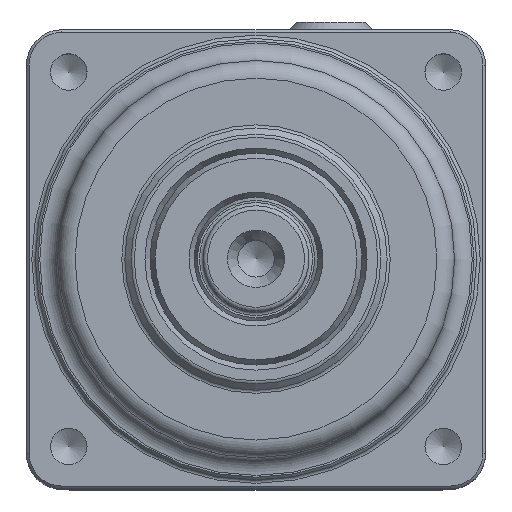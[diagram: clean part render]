
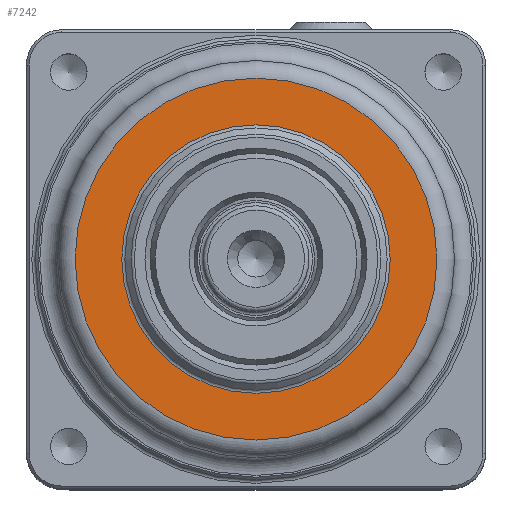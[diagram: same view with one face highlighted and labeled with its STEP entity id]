
A CAD part, top view. The second image highlights one B-rep face of the part: STEP entity #7242.
In plain terms, the highlighted planar face has unit normal (0, 0, 1).
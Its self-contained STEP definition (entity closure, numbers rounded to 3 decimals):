
#7211=CARTESIAN_POINT('',(15.207,0.,35.));
#7212=VERTEX_POINT('',#7211);
#7213=CARTESIAN_POINT('',(0.0,0.0,35.));
#7214=DIRECTION('',(0.0,0.0,1.0));
#7215=DIRECTION('',(-1.0,0.0,0.0));
#7216=AXIS2_PLACEMENT_3D('',#7213,#7214,#7215);
#7217=CIRCLE('',#7216,15.207);
#7218=EDGE_CURVE('',#7212,#7212,#7217,.T.);
#7223=CARTESIAN_POINT('',(0.0,0.0,35.));
#7224=DIRECTION('',(0.0,0.0,-1.0));
#7225=DIRECTION('',(-1.0,0.0,0.0));
#7226=AXIS2_PLACEMENT_3D('',#7223,#7224,#7225);
#7227=PLANE('',#7226);
#7228=CARTESIAN_POINT('',(20.5,0.,35.));
#7229=VERTEX_POINT('',#7228);
#7230=CARTESIAN_POINT('',(0.0,0.0,35.));
#7231=DIRECTION('',(0.0,0.0,-1.0));
#7232=DIRECTION('',(-1.0,0.0,0.0));
#7233=AXIS2_PLACEMENT_3D('',#7230,#7231,#7232);
#7234=CIRCLE('',#7233,20.5);
#7235=EDGE_CURVE('',#7229,#7229,#7234,.T.);
#7236=ORIENTED_EDGE('',*,*,#7235,.F.);
#7237=EDGE_LOOP('',(#7236));
#7238=FACE_OUTER_BOUND('',#7237,.T.);
#7239=ORIENTED_EDGE('',*,*,#7218,.F.);
#7240=EDGE_LOOP('',(#7239));
#7241=FACE_BOUND('',#7240,.T.);
#7242=ADVANCED_FACE('',(#7238,#7241),#7227,.F.);
